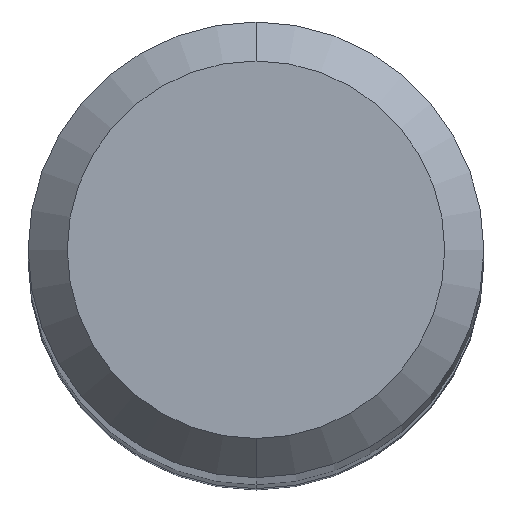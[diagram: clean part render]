
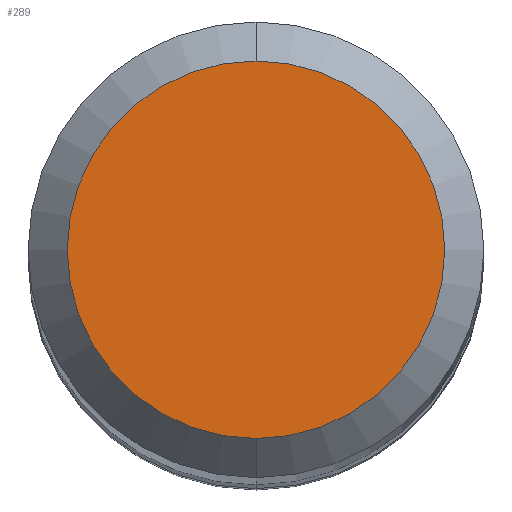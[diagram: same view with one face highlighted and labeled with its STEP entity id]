
A CAD part, top view. The second image highlights one B-rep face of the part: STEP entity #289.
In plain terms, the highlighted planar face has unit normal (0, 0, 1).
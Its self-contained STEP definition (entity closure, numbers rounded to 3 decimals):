
#261=EDGE_CURVE('',#467,#461,#654,.T.);
#273=EDGE_CURVE('',#461,#467,#667,.T.);
#289=ADVANCED_FACE('',(#685),#686,.T.);
#461=VERTEX_POINT('',#879);
#467=VERTEX_POINT('',#885);
#654=CIRCLE('',#1088,1.45);
#667=CIRCLE('',#1120,1.45);
#685=FACE_OUTER_BOUND('',#1146,.T.);
#686=PLANE('',#1147);
#879=CARTESIAN_POINT('',(0.,-1.45,0.0));
#885=CARTESIAN_POINT('',(0.0,1.45,0.0));
#1088=AXIS2_PLACEMENT_3D('',#1835,#1836,#1837);
#1120=AXIS2_PLACEMENT_3D('',#1847,#1848,#1849);
#1146=EDGE_LOOP('',(#1876,#1877));
#1147=AXIS2_PLACEMENT_3D('',#1878,#1879,#1880);
#1835=CARTESIAN_POINT('',(0.0,0.0,0.0));
#1836=DIRECTION('',(0.0,0.0,-1.0));
#1837=DIRECTION('',(0.0,1.0,0.0));
#1847=CARTESIAN_POINT('',(0.0,0.0,0.0));
#1848=DIRECTION('',(0.0,0.0,-1.0));
#1849=DIRECTION('',(0.0,1.0,0.0));
#1876=ORIENTED_EDGE('',*,*,#261,.F.);
#1877=ORIENTED_EDGE('',*,*,#273,.F.);
#1878=CARTESIAN_POINT('',(0.0,0.725,0.0));
#1879=DIRECTION('',(-0.0,0.0,1.0));
#1880=DIRECTION('',(0.0,-1.0,0.0));
